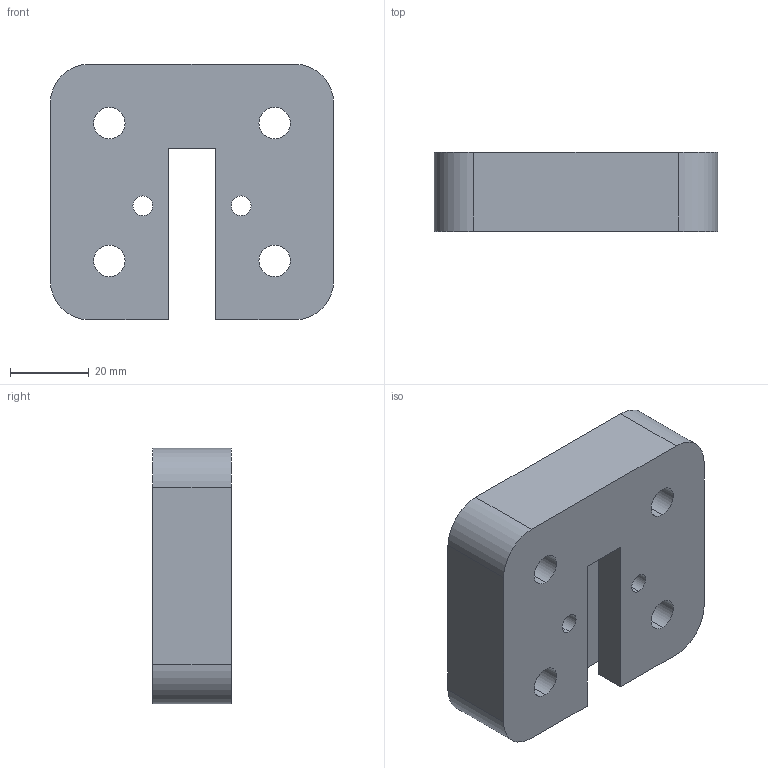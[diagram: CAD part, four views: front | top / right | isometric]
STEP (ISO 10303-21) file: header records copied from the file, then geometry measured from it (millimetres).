
FILE_DESCRIPTION (( 'STEP AP214' ), '1' );
FILE_NAME ('Ideal_Pulley_Holder.STEP', '2024-12-09T00:27:04', ( '' ), ( '' ), 'SwSTEP 2.0', 'SolidWorks 2022', '' );
FILE_SCHEMA (( 'AUTOMOTIVE_DESIGN' ));
Length unit declared in the file: millimetre
Products named in the file (1): Ideal_Pulley_Holder
Bounding box: 72 x 20 x 65 mm (x, y, z)
Volume: 74237.6 mm3; surface area: 18253 mm2
Topology: 1 solids, 1 shells, 38 faces, 116 edges, 76 vertices
Faces by surface type: cylinder 20, plane 18
Entity records: 1378 total; most frequent: DIRECTION 238, ORIENTED_EDGE 232, CARTESIAN_POINT 231, EDGE_CURVE 116, AXIS2_PLACEMENT_3D 83, VERTEX_POINT 76, LINE 72, VECTOR 72
